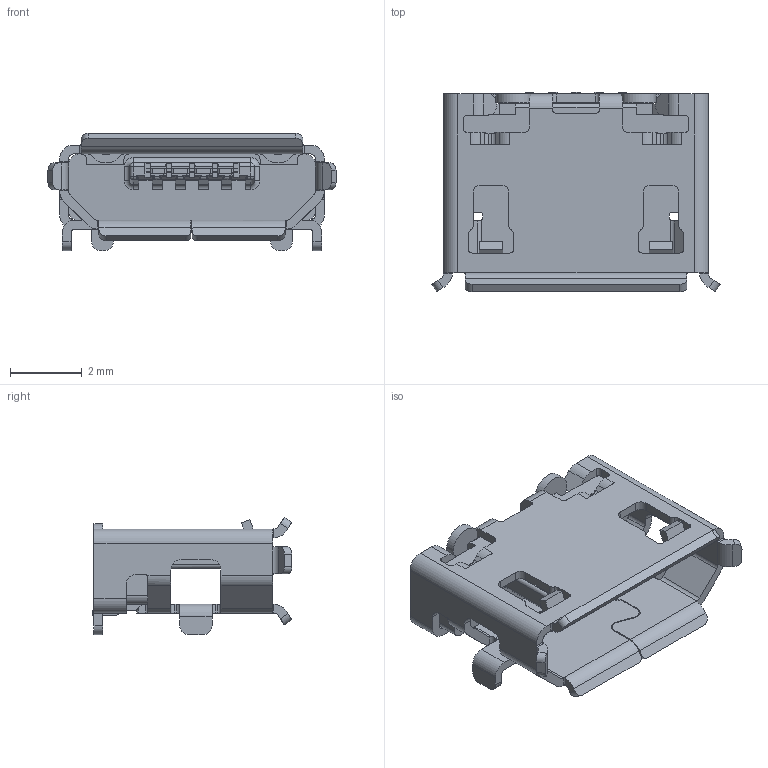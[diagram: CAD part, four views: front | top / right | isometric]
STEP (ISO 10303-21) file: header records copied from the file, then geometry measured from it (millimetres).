
FILE_DESCRIPTION(('FreeCAD Model'),'2;1');
FILE_NAME('Open CASCADE Shape Model','2021-11-20T22:27:36',( 'kicad StepUp'),('ksu MCAD'),'Open CASCADE STEP processor 7.5', 'FreeCAD','Unknown');
FILE_SCHEMA(('AUTOMOTIVE_DESIGN { 1 0 10303 214 1 1 1 1 }'));
Length unit declared in the file: millimetre
Products named in the file (1): 10118194C
Bounding box: 8.05 x 5.58 x 3.27 mm (x, y, z)
Volume: 40.3 mm3; surface area: 273.3 mm2
Topology: 1 solids, 1 shells, 761 faces, 2176 edges, 1398 vertices
Faces by surface type: plane 474, cylinder 250, bspline 11, extrusion 10, cone 8, torus 4, sphere 4
Entity records: 57944 total; most frequent: CARTESIAN_POINT 15737, DIRECTION 7690, VECTOR 5040, LINE 5030, ORIENTED_EDGE 4312, PCURVE 4312, DEFINITIONAL_REPRESENTATION 4312, EDGE_CURVE 2156
